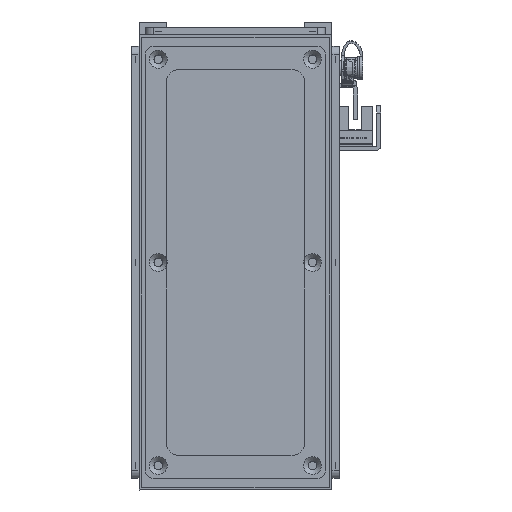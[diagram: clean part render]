
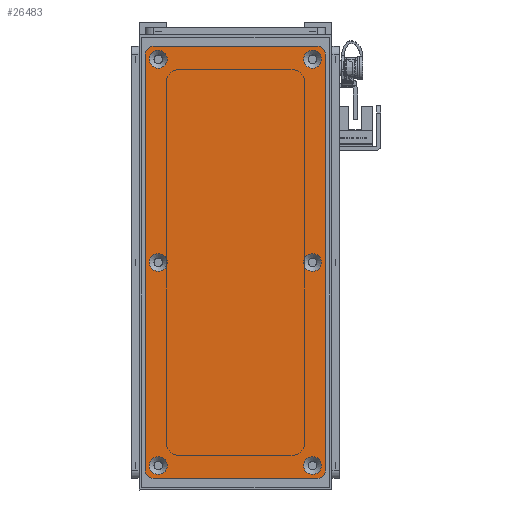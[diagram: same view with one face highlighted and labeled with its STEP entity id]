
A CAD part, left-side view. The second image highlights one B-rep face of the part: STEP entity #26483.
In plain terms, the highlighted face is planar.
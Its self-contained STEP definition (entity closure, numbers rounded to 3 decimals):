
#1124=FACE_BOUND('',#5675,.T.);
#1125=FACE_BOUND('',#5676,.T.);
#1126=FACE_BOUND('',#5677,.T.);
#1127=FACE_BOUND('',#5678,.T.);
#1128=FACE_BOUND('',#5679,.T.);
#1129=FACE_BOUND('',#5680,.T.);
#1794=PLANE('',#29720);
#3795=FACE_OUTER_BOUND('',#5674,.T.);
#5674=EDGE_LOOP('',(#24781,#24782,#24783,#24784,#24785,#24786,#24787,#24788));
#5675=EDGE_LOOP('',(#24789));
#5676=EDGE_LOOP('',(#24790));
#5677=EDGE_LOOP('',(#24791));
#5678=EDGE_LOOP('',(#24792));
#5679=EDGE_LOOP('',(#24793));
#5680=EDGE_LOOP('',(#24794));
#7851=LINE('',#46280,#10023);
#7854=LINE('',#46288,#10026);
#7857=LINE('',#46296,#10029);
#7860=LINE('',#46303,#10032);
#10023=VECTOR('',#37442,10.);
#10026=VECTOR('',#37451,10.);
#10029=VECTOR('',#37460,10.);
#10032=VECTOR('',#37469,10.);
#11378=CIRCLE('',#29674,3.45);
#11381=CIRCLE('',#29679,3.45);
#11384=CIRCLE('',#29684,3.45);
#11387=CIRCLE('',#29689,3.45);
#11390=CIRCLE('',#29694,3.45);
#11393=CIRCLE('',#29699,3.45);
#11400=CIRCLE('',#29709,3.);
#11401=CIRCLE('',#29712,3.);
#11402=CIRCLE('',#29715,3.);
#11403=CIRCLE('',#29718,3.);
#13810=VERTEX_POINT('',#46196);
#13813=VERTEX_POINT('',#46206);
#13816=VERTEX_POINT('',#46216);
#13819=VERTEX_POINT('',#46226);
#13822=VERTEX_POINT('',#46236);
#13825=VERTEX_POINT('',#46246);
#13836=VERTEX_POINT('',#46273);
#13837=VERTEX_POINT('',#46275);
#13838=VERTEX_POINT('',#46279);
#13839=VERTEX_POINT('',#46283);
#13840=VERTEX_POINT('',#46287);
#13841=VERTEX_POINT('',#46291);
#13842=VERTEX_POINT('',#46295);
#13843=VERTEX_POINT('',#46299);
#17449=EDGE_CURVE('',#13810,#13810,#11378,.T.);
#17454=EDGE_CURVE('',#13813,#13813,#11381,.T.);
#17459=EDGE_CURVE('',#13816,#13816,#11384,.T.);
#17464=EDGE_CURVE('',#13819,#13819,#11387,.T.);
#17469=EDGE_CURVE('',#13822,#13822,#11390,.T.);
#17474=EDGE_CURVE('',#13825,#13825,#11393,.T.);
#17488=EDGE_CURVE('',#13837,#13836,#11400,.T.);
#17490=EDGE_CURVE('',#13838,#13837,#7851,.T.);
#17492=EDGE_CURVE('',#13839,#13838,#11401,.T.);
#17494=EDGE_CURVE('',#13840,#13839,#7854,.T.);
#17496=EDGE_CURVE('',#13841,#13840,#11402,.T.);
#17498=EDGE_CURVE('',#13842,#13841,#7857,.T.);
#17500=EDGE_CURVE('',#13843,#13842,#11403,.T.);
#17502=EDGE_CURVE('',#13836,#13843,#7860,.T.);
#24781=ORIENTED_EDGE('',*,*,#17502,.T.);
#24782=ORIENTED_EDGE('',*,*,#17500,.T.);
#24783=ORIENTED_EDGE('',*,*,#17498,.T.);
#24784=ORIENTED_EDGE('',*,*,#17496,.T.);
#24785=ORIENTED_EDGE('',*,*,#17494,.T.);
#24786=ORIENTED_EDGE('',*,*,#17492,.T.);
#24787=ORIENTED_EDGE('',*,*,#17490,.T.);
#24788=ORIENTED_EDGE('',*,*,#17488,.T.);
#24789=ORIENTED_EDGE('',*,*,#17449,.T.);
#24790=ORIENTED_EDGE('',*,*,#17454,.T.);
#24791=ORIENTED_EDGE('',*,*,#17459,.T.);
#24792=ORIENTED_EDGE('',*,*,#17464,.T.);
#24793=ORIENTED_EDGE('',*,*,#17469,.T.);
#24794=ORIENTED_EDGE('',*,*,#17474,.T.);
#26483=ADVANCED_FACE('',(#3795,#1124,#1125,#1126,#1127,#1128,#1129),#1794,
 .T.);
#29674=AXIS2_PLACEMENT_3D('',#46197,#37350,#37351);
#29679=AXIS2_PLACEMENT_3D('',#46207,#37362,#37363);
#29684=AXIS2_PLACEMENT_3D('',#46217,#37374,#37375);
#29689=AXIS2_PLACEMENT_3D('',#46227,#37386,#37387);
#29694=AXIS2_PLACEMENT_3D('',#46237,#37398,#37399);
#29699=AXIS2_PLACEMENT_3D('',#46247,#37410,#37411);
#29709=AXIS2_PLACEMENT_3D('',#46276,#37437,#37438);
#29712=AXIS2_PLACEMENT_3D('',#46284,#37446,#37447);
#29715=AXIS2_PLACEMENT_3D('',#46292,#37455,#37456);
#29718=AXIS2_PLACEMENT_3D('',#46300,#37464,#37465);
#29720=AXIS2_PLACEMENT_3D('',#46304,#37470,#37471);
#37350=DIRECTION('center_axis',(0.,0.,-1.));
#37351=DIRECTION('ref_axis',(1.,0.,0.));
#37362=DIRECTION('center_axis',(0.,0.,-1.));
#37363=DIRECTION('ref_axis',(1.,0.,0.));
#37374=DIRECTION('center_axis',(0.,0.,-1.));
#37375=DIRECTION('ref_axis',(1.,0.,0.));
#37386=DIRECTION('center_axis',(0.,0.,-1.));
#37387=DIRECTION('ref_axis',(1.,0.,0.));
#37398=DIRECTION('center_axis',(0.,0.,-1.));
#37399=DIRECTION('ref_axis',(1.,0.,0.));
#37410=DIRECTION('center_axis',(0.,0.,-1.));
#37411=DIRECTION('ref_axis',(1.,0.,0.));
#37437=DIRECTION('center_axis',(0.,0.,1.));
#37438=DIRECTION('ref_axis',(-1.,0.,0.));
#37442=DIRECTION('',(0.,1.,0.));
#37446=DIRECTION('center_axis',(0.,0.,1.));
#37447=DIRECTION('ref_axis',(0.,1.,0.));
#37451=DIRECTION('',(1.,0.,0.));
#37455=DIRECTION('center_axis',(0.,0.,1.));
#37456=DIRECTION('ref_axis',(1.,0.,0.));
#37460=DIRECTION('',(0.,-1.,0.));
#37464=DIRECTION('center_axis',(0.,0.,1.));
#37465=DIRECTION('ref_axis',(0.,-1.,0.));
#37469=DIRECTION('',(-1.,0.,0.));
#37470=DIRECTION('center_axis',(0.,0.,1.));
#37471=DIRECTION('ref_axis',(1.,0.,0.));
#46196=CARTESIAN_POINT('',(-3.45,30.,1.5));
#46197=CARTESIAN_POINT('Origin',(0.,30.,1.5));
#46206=CARTESIAN_POINT('',(75.55,-30.,1.5));
#46207=CARTESIAN_POINT('Origin',(79.,-30.,1.5));
#46216=CARTESIAN_POINT('',(-82.45,30.,1.5));
#46217=CARTESIAN_POINT('Origin',(-79.,30.,1.5));
#46226=CARTESIAN_POINT('',(75.55,30.,1.5));
#46227=CARTESIAN_POINT('Origin',(79.,30.,1.5));
#46236=CARTESIAN_POINT('',(-82.45,-30.,1.5));
#46237=CARTESIAN_POINT('Origin',(-79.,-30.,1.5));
#46246=CARTESIAN_POINT('',(-3.45,-30.,1.5));
#46247=CARTESIAN_POINT('Origin',(0.,-30.,1.5));
#46273=CARTESIAN_POINT('',(81.,35.,1.5));
#46275=CARTESIAN_POINT('',(84.,32.,1.5));
#46276=CARTESIAN_POINT('Origin',(81.,32.,1.5));
#46279=CARTESIAN_POINT('',(84.,-32.,1.5));
#46280=CARTESIAN_POINT('',(84.,32.,1.5));
#46283=CARTESIAN_POINT('',(81.,-35.,1.5));
#46284=CARTESIAN_POINT('Origin',(81.,-32.,1.5));
#46287=CARTESIAN_POINT('',(-81.,-35.,1.5));
#46288=CARTESIAN_POINT('',(81.,-35.,1.5));
#46291=CARTESIAN_POINT('',(-84.,-32.,1.5));
#46292=CARTESIAN_POINT('Origin',(-81.,-32.,1.5));
#46295=CARTESIAN_POINT('',(-84.,32.,1.5));
#46296=CARTESIAN_POINT('',(-84.,-32.,1.5));
#46299=CARTESIAN_POINT('',(-81.,35.,1.5));
#46300=CARTESIAN_POINT('Origin',(-81.,32.,1.5));
#46303=CARTESIAN_POINT('',(-81.,35.,1.5));
#46304=CARTESIAN_POINT('Origin',(0.,0.,
1.5));
